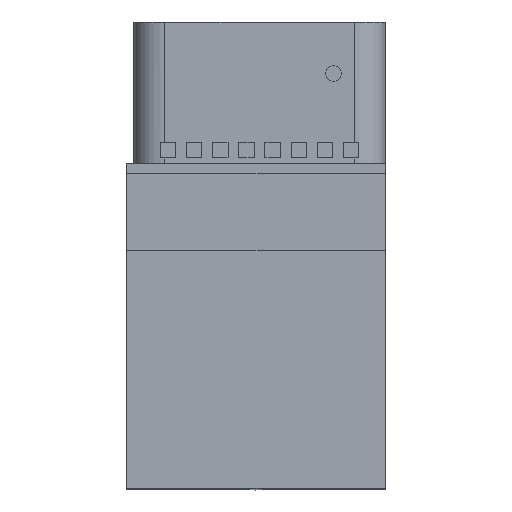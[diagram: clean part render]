
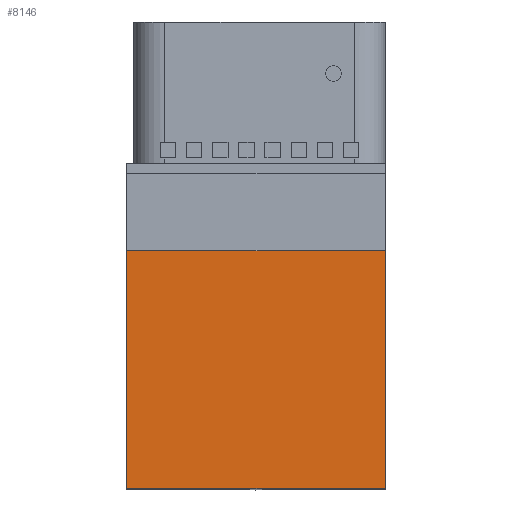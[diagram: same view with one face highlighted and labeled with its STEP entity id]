
A CAD part, top view. The second image highlights one B-rep face of the part: STEP entity #8146.
In plain terms, the highlighted planar face has unit normal (0, 0, 1).
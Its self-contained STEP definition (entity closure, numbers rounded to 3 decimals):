
#418=PLANE('',#8725);
#1258=FACE_OUTER_BOUND('',#1740,.T.);
#1740=EDGE_LOOP('',(#7631,#7632,#7633,#7634));
#2402=LINE('',#22333,#3073);
#2409=LINE('',#22346,#3080);
#2410=LINE('',#22349,#3081);
#2411=LINE('',#22350,#3082);
#3073=VECTOR('',#10437,10.);
#3080=VECTOR('',#10448,10.);
#3081=VECTOR('',#10451,10.);
#3082=VECTOR('',#10452,10.);
#4055=VERTEX_POINT('',#22330);
#4056=VERTEX_POINT('',#22332);
#4060=VERTEX_POINT('',#22344);
#4061=VERTEX_POINT('',#22348);
#5246=EDGE_CURVE('',#4056,#4055,#2402,.T.);
#5253=EDGE_CURVE('',#4060,#4055,#2409,.T.);
#5254=EDGE_CURVE('',#4061,#4060,#2410,.T.);
#5255=EDGE_CURVE('',#4061,#4056,#2411,.T.);
#7631=ORIENTED_EDGE('',*,*,#5254,.F.);
#7632=ORIENTED_EDGE('',*,*,#5255,.T.);
#7633=ORIENTED_EDGE('',*,*,#5246,.T.);
#7634=ORIENTED_EDGE('',*,*,#5253,.F.);
#8146=ADVANCED_FACE('',(#1258),#418,.T.);
#8725=AXIS2_PLACEMENT_3D('',#22347,#10449,#10450);
#10437=DIRECTION('',(0.,-1.,0.));
#10448=DIRECTION('',(-1.,0.,0.));
#10449=DIRECTION('center_axis',(0.,0.,1.));
#10450=DIRECTION('ref_axis',(1.,0.,0.));
#10451=DIRECTION('',(0.,-1.,0.));
#10452=DIRECTION('',(-1.,0.,0.));
#22330=CARTESIAN_POINT('',(-12.52,-10.484,5.));
#22332=CARTESIAN_POINT('',(-12.52,12.52,5.));
#22333=CARTESIAN_POINT('',(-12.52,12.52,5.));
#22344=CARTESIAN_POINT('',(12.52,-10.484,5.));
#22346=CARTESIAN_POINT('',(-12.52,-10.484,5.));
#22347=CARTESIAN_POINT('Origin',(0.,11.52,5.));
#22348=CARTESIAN_POINT('',(12.52,12.52,5.));
#22349=CARTESIAN_POINT('',(12.52,10.52,5.));
#22350=CARTESIAN_POINT('',(12.52,12.52,5.));
